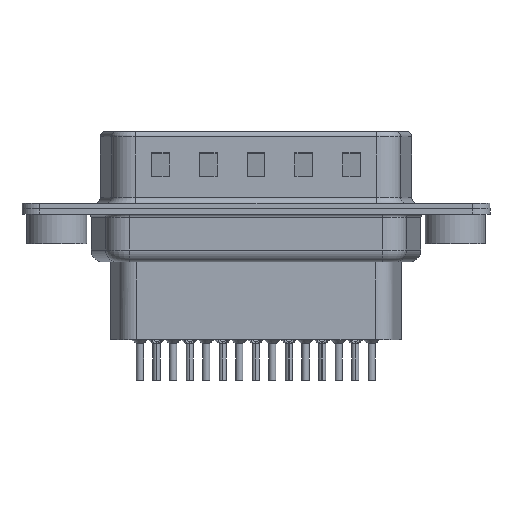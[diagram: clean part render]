
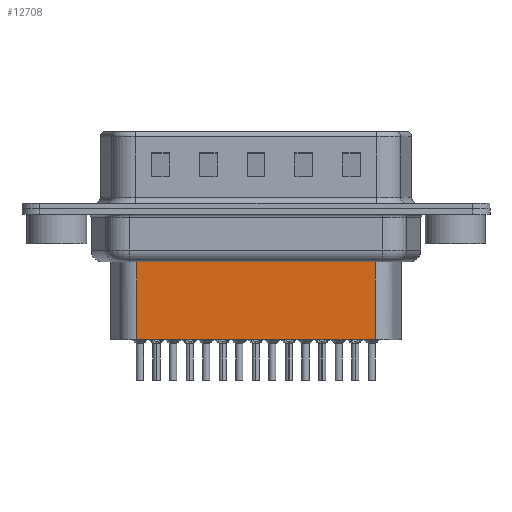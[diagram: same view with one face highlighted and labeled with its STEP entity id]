
A CAD part, front view. The second image highlights one B-rep face of the part: STEP entity #12708.
In plain terms, the highlighted planar face has unit normal (0, -1, 0).
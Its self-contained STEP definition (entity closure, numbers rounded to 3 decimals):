
#224 = CARTESIAN_POINT ( 'NONE',  ( 6.681, -3.5, -3.1 ) ) ;
#889 = CARTESIAN_POINT ( 'NONE',  ( 6.434, -3.5, -4.097 ) ) ;
#2014 = EDGE_CURVE ( 'NONE', #20090, #8192, #2396, .T. ) ;
#2133 = CARTESIAN_POINT ( 'NONE',  ( 6.681, -3.5, -4.097 ) ) ;
#2396 = LINE ( 'NONE', #889, #8098 ) ;
#3674 = ORIENTED_EDGE ( 'NONE', *, *, #7637, .T. ) ;
#3891 = ORIENTED_EDGE ( 'NONE', *, *, #2014, .T. ) ;
#4282 = VERTEX_POINT ( 'NONE', #10835 ) ;
#4412 = ORIENTED_EDGE ( 'NONE', *, *, #20297, .F. ) ;
#4975 = AXIS2_PLACEMENT_3D ( 'NONE', #16118, #14494, #9629 ) ;
#5045 = EDGE_CURVE ( 'NONE', #20090, #4282, #18663, .T. ) ;
#6591 = VERTEX_POINT ( 'NONE', #20555 ) ;
#7115 = DIRECTION ( 'NONE',  ( 0., 0., -1. ) ) ;
#7210 = DIRECTION ( 'NONE',  ( -1., 0., 0. ) ) ;
#7505 = VECTOR ( 'NONE', #7115, 1000. ) ;
#7637 = EDGE_CURVE ( 'NONE', #8192, #6591, #14967, .T. ) ;
#8098 = VECTOR ( 'NONE', #7210, 1000. ) ;
#8192 = VERTEX_POINT ( 'NONE', #2133 ) ;
#8390 = DIRECTION ( 'NONE',  ( 0., 0., -1. ) ) ;
#9629 = DIRECTION ( 'NONE',  ( 1., 0., 0. ) ) ;
#10682 = CARTESIAN_POINT ( 'NONE',  ( 26.619, -3.5, -4.097 ) ) ;
#10789 = DIRECTION ( 'NONE',  ( -1., 0., 0. ) ) ;
#10835 = CARTESIAN_POINT ( 'NONE',  ( 26.619, -3.5, -10.95 ) ) ;
#10936 = PLANE ( 'NONE',  #4975 ) ;
#12508 = LINE ( 'NONE', #17363, #16548 ) ;
#12708 = ADVANCED_FACE ( 'NONE', ( #12774 ), #10936, .T. ) ;
#12774 = FACE_OUTER_BOUND ( 'NONE', #14721, .T. ) ;
#14494 = DIRECTION ( 'NONE',  ( 0., -1., 0. ) ) ;
#14721 = EDGE_LOOP ( 'NONE', ( #16769, #3891, #3674, #4412 ) ) ;
#14967 = LINE ( 'NONE', #224, #20677 ) ;
#15111 = CARTESIAN_POINT ( 'NONE',  ( 26.619, -3.5, -3.1 ) ) ;
#16118 = CARTESIAN_POINT ( 'NONE',  ( 6.681, -3.5, -3.1 ) ) ;
#16548 = VECTOR ( 'NONE', #10789, 1000. ) ;
#16769 = ORIENTED_EDGE ( 'NONE', *, *, #5045, .F. ) ;
#17363 = CARTESIAN_POINT ( 'NONE',  ( 6.681, -3.5, -10.95 ) ) ;
#18663 = LINE ( 'NONE', #15111, #7505 ) ;
#20090 = VERTEX_POINT ( 'NONE', #10682 ) ;
#20297 = EDGE_CURVE ( 'NONE', #4282, #6591, #12508, .T. ) ;
#20555 = CARTESIAN_POINT ( 'NONE',  ( 6.681, -3.5, -10.95 ) ) ;
#20677 = VECTOR ( 'NONE', #8390, 1000. ) ;
